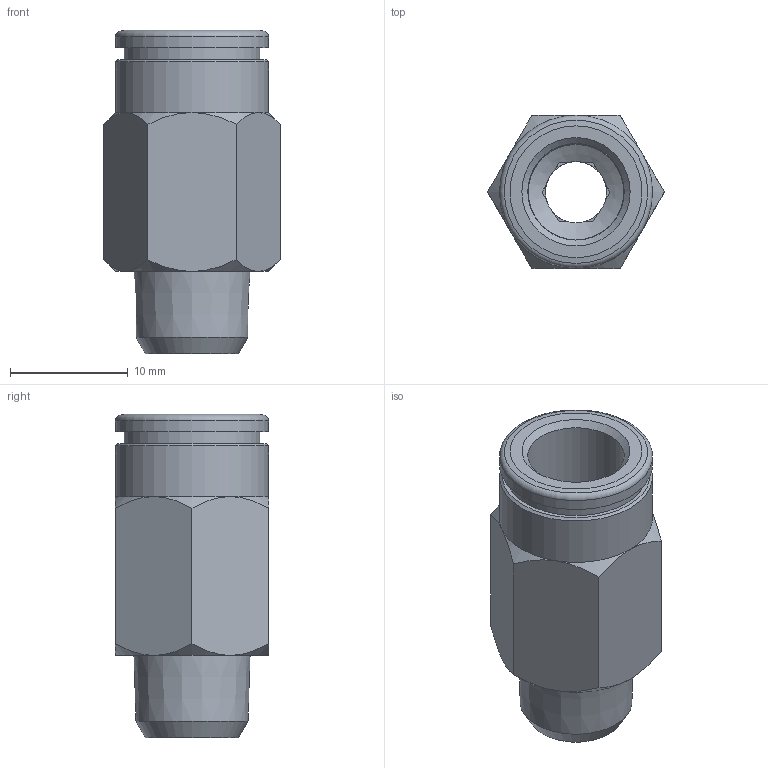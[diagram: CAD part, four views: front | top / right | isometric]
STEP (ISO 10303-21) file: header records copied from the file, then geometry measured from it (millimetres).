
FILE_DESCRIPTION(/* description */ (''),/* implementation_level */ '2;1');
FILE_NAME(/* name */ 'iqsg_188_msv.stp',/* time_stamp */ '2017-10-04T15:29:43+02:00',/* author */ ('Hamoud'),/* organization */ (''),/* preprocessor_version */ 'ST-DEVELOPER v15.6',/* originating_system */ 'Autodesk Inventor LT ',/* authorisation */ '');
FILE_SCHEMA (('AUTOMOTIVE_DESIGN { 1 0 10303 214 3 1 1 }'));
Length unit declared in the file: millimetre
Products named in the file (1): iqsg_188_msv
Bounding box: 15.01 x 13 x 27.5 mm (x, y, z)
Volume: 1955.7 mm3; surface area: 2537.9 mm2
Topology: 2 solids, 2 shells, 64 faces, 147 edges, 90 vertices
Faces by surface type: plane 31, cone 23, cylinder 9, torus 1
Full cylindrical faces by diameter (mm): 5.2 x1, 8.1 x1, 8.2 x1, 10.1 x1, 11 x1, 11.5 x1, 11.6 x1, 13 x2
Entity records: 1819 total; most frequent: CARTESIAN_POINT 471, DIRECTION 266, ORIENTED_EDGE 244, EDGE_CURVE 122, AXIS2_PLACEMENT_3D 115, EDGE_LOOP 92, VERTEX_POINT 86, FACE_OUTER_BOUND 64
